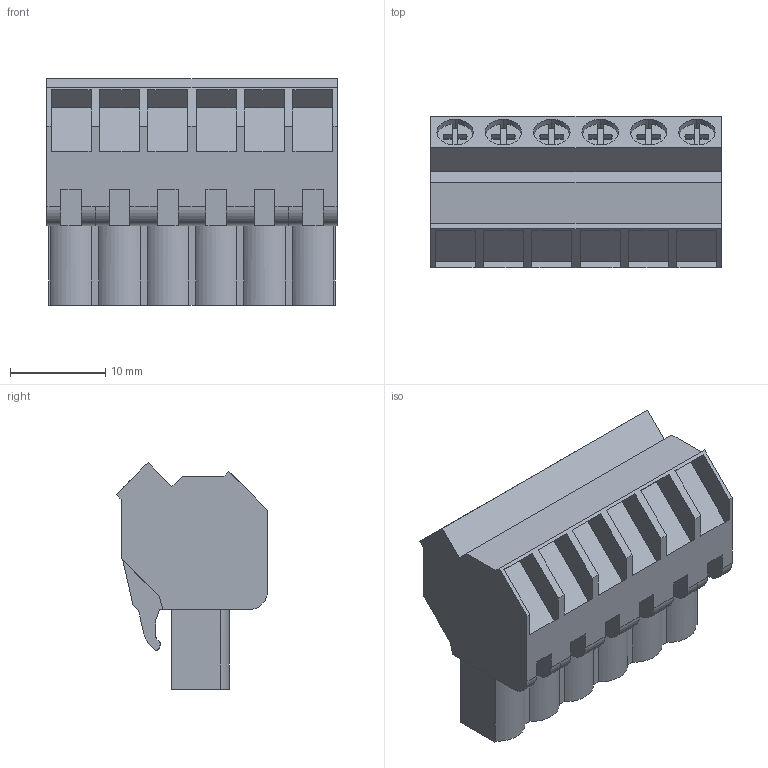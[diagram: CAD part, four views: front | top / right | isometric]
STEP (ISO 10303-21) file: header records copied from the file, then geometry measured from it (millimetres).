
FILE_DESCRIPTION(('CATIA V5 STEP Exchange','CAx-IF Rec.Pracs.--- Model Styling and Organization---1.2---2011-12-15'),'2;1');
FILE_NAME ('D1460058_0_1946290000_1946290000.stp','2017-09-23T15:22:41+00:00',('none'),('Weidmueller'),'CATIA Version 5-6 Release 2014','CATIA V5 STEP AP214','none');
FILE_SCHEMA(('AUTOMOTIVE_DESIGN { 1 0 10303 214 1 1 1 1 }'));
Length unit declared in the file: millimetre
Products named in the file (1): 1946290000
Bounding box: 30.48 x 15.88 x 23.77 mm (x, y, z)
Volume: 6562 mm3; surface area: 3855.6 mm2
Topology: 7 solids, 7 shells, 348 faces, 995 edges, 674 vertices
Faces by surface type: plane 277, cylinder 67, extrusion 4
Entity records: 10692 total; most frequent: CARTESIAN_POINT 2052, ORIENTED_EDGE 1990, DIRECTION 1427, EDGE_CURVE 995, VECTOR 835, LINE 831, VERTEX_POINT 674, AXIS2_PLACEMENT_3D 372
